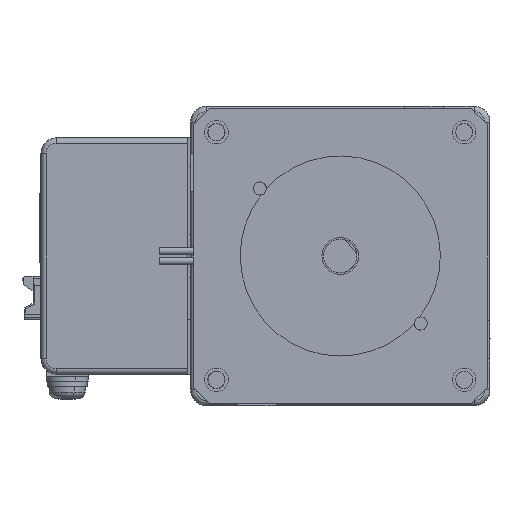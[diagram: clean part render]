
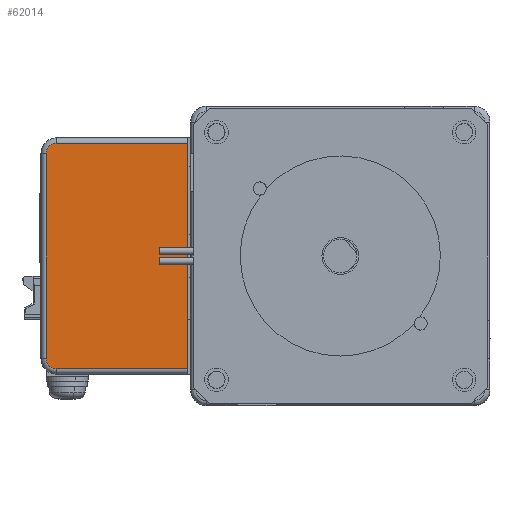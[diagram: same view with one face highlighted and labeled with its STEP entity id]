
A CAD part, left-side view. The second image highlights one B-rep face of the part: STEP entity #62014.
In plain terms, the highlighted planar face has unit normal (-1, 0, 0).
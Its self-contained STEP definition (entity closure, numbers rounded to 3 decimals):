
#108 = ORIENTED_EDGE ( 'NONE', *, *, #13898, .T. ) ;
#817 = DIRECTION ( 'NONE',  ( 0., 0., -1. ) ) ;
#8563 = VERTEX_POINT ( 'NONE', #15780 ) ;
#10536 = ORIENTED_EDGE ( 'NONE', *, *, #74735, .F. ) ;
#11084 = CIRCLE ( 'NONE', #165238, 2. ) ;
#13898 = EDGE_CURVE ( 'NONE', #87644, #106100, #11084, .T. ) ;
#15780 = CARTESIAN_POINT ( 'NONE',  ( -47., 84.5, -9. ) ) ;
#24950 = AXIS2_PLACEMENT_3D ( 'NONE', #125666, #25450, #111493 ) ;
#25450 = DIRECTION ( 'NONE',  ( -1., 0., 0. ) ) ;
#26426 = CARTESIAN_POINT ( 'NONE',  ( -47., 0., 0. ) ) ;
#27694 = DIRECTION ( 'NONE',  ( 0., 1., 0. ) ) ;
#31308 = ORIENTED_EDGE ( 'NONE', *, *, #68028, .T. ) ;
#32757 = CARTESIAN_POINT ( 'NONE',  ( -47., 57.5, -7. ) ) ;
#34015 = CARTESIAN_POINT ( 'NONE',  ( -47., 82.5, -7. ) ) ;
#37372 = DIRECTION ( 'NONE',  ( 0., -1., 0. ) ) ;
#49904 = EDGE_CURVE ( 'NONE', #106100, #65547, #174977, .T. ) ;
#55131 = FACE_OUTER_BOUND ( 'NONE', #108734, .T. ) ;
#58866 = VERTEX_POINT ( 'NONE', #34015 ) ;
#62014 = ADVANCED_FACE ( 'NONE', ( #55131 ), #82773, .F. ) ;
#62077 = VECTOR ( 'NONE', #37372, 1000. ) ;
#62192 = ORIENTED_EDGE ( 'NONE', *, *, #148252, .T. ) ;
#65547 = VERTEX_POINT ( 'NONE', #160833 ) ;
#68028 = EDGE_CURVE ( 'NONE', #111559, #58866, #145893, .T. ) ;
#74735 = EDGE_CURVE ( 'NONE', #111559, #65547, #160787, .T. ) ;
#80933 = DIRECTION ( 'NONE',  ( 0., 0., -1. ) ) ;
#82568 = DIRECTION ( 'NONE',  ( 0., 0., -1. ) ) ;
#82773 = PLANE ( 'NONE',  #121738 ) ;
#85533 = VECTOR ( 'NONE', #82568, 1000. ) ;
#87644 = VERTEX_POINT ( 'NONE', #126244 ) ;
#88875 = LINE ( 'NONE', #101303, #153144 ) ;
#98915 = DIRECTION ( 'NONE',  ( 0., 0., -1. ) ) ;
#101303 = CARTESIAN_POINT ( 'NONE',  ( -47., 84.5, 0. ) ) ;
#106100 = VERTEX_POINT ( 'NONE', #142772 ) ;
#108734 = EDGE_LOOP ( 'NONE', ( #108, #112440, #10536, #31308, #126181, #62192 ) ) ;
#111493 = DIRECTION ( 'NONE',  ( 0., 0., -1. ) ) ;
#111559 = VERTEX_POINT ( 'NONE', #32757 ) ;
#112440 = ORIENTED_EDGE ( 'NONE', *, *, #49904, .T. ) ;
#113401 = CARTESIAN_POINT ( 'NONE',  ( -47., 82.5, -48. ) ) ;
#121738 = AXIS2_PLACEMENT_3D ( 'NONE', #26426, #166945, #80933 ) ;
#123444 = CARTESIAN_POINT ( 'NONE',  ( -47., 0., -50. ) ) ;
#125666 = CARTESIAN_POINT ( 'NONE',  ( -47., 82.5, -9. ) ) ;
#126181 = ORIENTED_EDGE ( 'NONE', *, *, #155780, .T. ) ;
#126244 = CARTESIAN_POINT ( 'NONE',  ( -47., 84.5, -48. ) ) ;
#134238 = CARTESIAN_POINT ( 'NONE',  ( -47., 82.5, -7. ) ) ;
#141834 = DIRECTION ( 'NONE',  ( -1., 0., 0. ) ) ;
#141928 = CIRCLE ( 'NONE', #24950, 2. ) ;
#142772 = CARTESIAN_POINT ( 'NONE',  ( -47., 82.5, -50. ) ) ;
#145893 = LINE ( 'NONE', #134238, #148216 ) ;
#148216 = VECTOR ( 'NONE', #27694, 1000. ) ;
#148252 = EDGE_CURVE ( 'NONE', #8563, #87644, #88875, .T. ) ;
#153144 = VECTOR ( 'NONE', #98915, 1000. ) ;
#155780 = EDGE_CURVE ( 'NONE', #58866, #8563, #141928, .T. ) ;
#160787 = LINE ( 'NONE', #182180, #85533 ) ;
#160833 = CARTESIAN_POINT ( 'NONE',  ( -47., 57.5, -50. ) ) ;
#165238 = AXIS2_PLACEMENT_3D ( 'NONE', #113401, #141834, #817 ) ;
#166945 = DIRECTION ( 'NONE',  ( 1., 0., 0. ) ) ;
#174977 = LINE ( 'NONE', #123444, #62077 ) ;
#182180 = CARTESIAN_POINT ( 'NONE',  ( -47., 57.5, 0. ) ) ;
